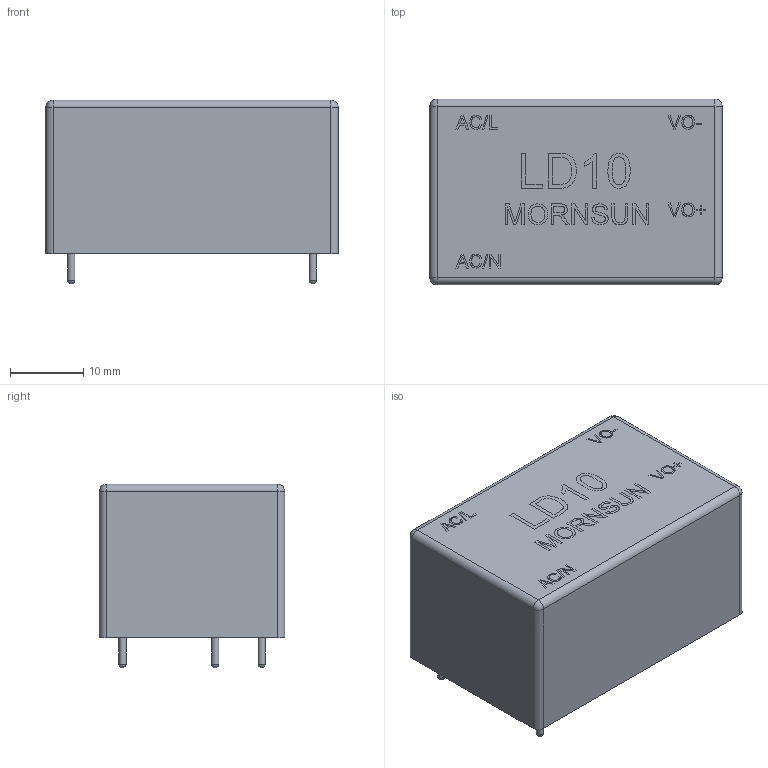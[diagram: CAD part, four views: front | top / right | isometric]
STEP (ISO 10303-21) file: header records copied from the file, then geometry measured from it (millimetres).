
FILE_DESCRIPTION(('FreeCAD Model'),'2;1');
FILE_NAME('Open CASCADE Shape Model','2023-09-15T17:23:32',('Author'),( ''),'Open CASCADE STEP processor 7.5','FreeCAD','Unknown');
FILE_SCHEMA(('AUTOMOTIVE_DESIGN { 1 0 10303 214 1 1 1 1 }'));
Length unit declared in the file: millimetre
Products named in the file (12): Unnamed; Fillet; Fillet001; Fillet002; Fillet003; Fillet004; AC/L; AC/N; VO-; VO+; LD10; MORNSUN
Assembly tree (11 placements, depth 2):
  Unnamed
    Fillet
    Fillet001
    Fillet002
    Fillet003
    Fillet004
    AC/L
    AC/N
    VO-
    VO+
    LD10
    MORNSUN
Bounding box: 40 x 25.4 x 25.11 mm (x, y, z)
Volume: 21302.9 mm3; surface area: 4793.6 mm2
Topology: 5 solids, 30 shells, 55 faces, 419 edges, 391 vertices
Faces by surface type: plane 35, cylinder 12, sphere 8
Full cylindrical faces by diameter (mm): 1 x4
Entity records: 7514 total; most frequent: CARTESIAN_POINT 2208, DIRECTION 590, ORIENTED_EDGE 463, PCURVE 463, DEFINITIONAL_REPRESENTATION 463, B_SPLINE_CURVE_WITH_KNOTS 444, EDGE_CURVE 411, SURFACE_CURVE 403
